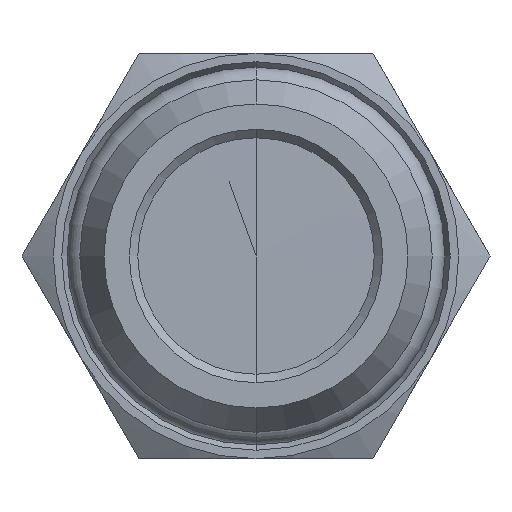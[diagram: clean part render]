
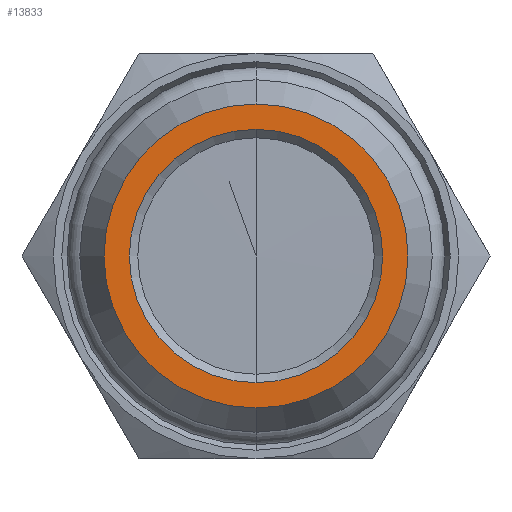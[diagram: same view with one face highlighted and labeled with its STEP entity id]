
A CAD part, front view. The second image highlights one B-rep face of the part: STEP entity #13833.
In plain terms, the highlighted planar face has unit normal (0, -1, 0).
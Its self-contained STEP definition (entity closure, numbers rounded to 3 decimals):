
#26 = VERTEX_POINT ( 'NONE', #11353 ) ;
#3266 = VERTEX_POINT ( 'NONE', #6478 ) ;
#3267 = VERTEX_POINT ( 'NONE', #6479 ) ;
#3273 = VERTEX_POINT ( 'NONE', #6485 ) ;
#3309 = EDGE_LOOP ( 'NONE', ( #7061, #7062 ) ) ;
#3313 = EDGE_LOOP ( 'NONE', ( #7059, #7060 ) ) ;
#4716 = CARTESIAN_POINT ( 'NONE',  ( 0., 0., 0. ) ) ;
#4717 = DIRECTION ( 'NONE',  ( 0., 1., 0. ) ) ;
#4718 = DIRECTION ( 'NONE',  ( 0., 0., -1. ) ) ;
#4719 = CARTESIAN_POINT ( 'NONE',  ( 0., 0., 0. ) ) ;
#4720 = DIRECTION ( 'NONE',  ( 0., -1., 0. ) ) ;
#4721 = DIRECTION ( 'NONE',  ( 0., 0., -1. ) ) ;
#4977 = CIRCLE ( 'NONE', #10152, 9. ) ;
#4986 = CIRCLE ( 'NONE', #10151, 7.5 ) ;
#5223 = CIRCLE ( 'NONE', #7574, 7.5 ) ;
#6027 = FACE_BOUND ( 'NONE', #3313, .T. ) ;
#6029 = FACE_OUTER_BOUND ( 'NONE', #3309, .T. ) ;
#6478 = CARTESIAN_POINT ( 'NONE',  ( 0., 0., 7.5 ) ) ;
#6479 = CARTESIAN_POINT ( 'NONE',  ( 0., 0., -7.5 ) ) ;
#6485 = CARTESIAN_POINT ( 'NONE',  ( 0., 0., 9. ) ) ;
#7059 = ORIENTED_EDGE ( 'NONE', *, *, #13788, .T. ) ;
#7060 = ORIENTED_EDGE ( 'NONE', *, *, #13699, .T. ) ;
#7061 = ORIENTED_EDGE ( 'NONE', *, *, #13700, .T. ) ;
#7062 = ORIENTED_EDGE ( 'NONE', *, *, #11020, .T. ) ;
#7574 = AXIS2_PLACEMENT_3D ( 'NONE', #11790, #11791, #11792 ) ;
#8658 = CIRCLE ( 'NONE', #13790, 9. ) ;
#8818 = PLANE ( 'NONE',  #13885 ) ;
#8825 = CARTESIAN_POINT ( 'NONE',  ( 0., 0., 0. ) ) ;
#8826 = DIRECTION ( 'NONE',  ( 0., -1., 0. ) ) ;
#8827 = DIRECTION ( 'NONE',  ( 0., 0., -1. ) ) ;
#10151 = AXIS2_PLACEMENT_3D ( 'NONE', #4716, #4717, #4718 ) ;
#10152 = AXIS2_PLACEMENT_3D ( 'NONE', #4719, #4720, #4721 ) ;
#11020 = EDGE_CURVE ( 'NONE', #26, #3273, #8658, .T. ) ;
#11353 = CARTESIAN_POINT ( 'NONE',  ( 0., 0., -9. ) ) ;
#11790 = CARTESIAN_POINT ( 'NONE',  ( 0., 0., 0. ) ) ;
#11791 = DIRECTION ( 'NONE',  ( 0., 1., 0. ) ) ;
#11792 = DIRECTION ( 'NONE',  ( 0., 0., -1. ) ) ;
#13699 = EDGE_CURVE ( 'NONE', #3266, #3267, #4986, .T. ) ;
#13700 = EDGE_CURVE ( 'NONE', #3273, #26, #4977, .T. ) ;
#13788 = EDGE_CURVE ( 'NONE', #3267, #3266, #5223, .T. ) ;
#13790 = AXIS2_PLACEMENT_3D ( 'NONE', #21445, #21446, #21447 ) ;
#13833 = ADVANCED_FACE ( 'NONE', ( #6027, #6029 ), #8818, .T. ) ;
#13885 = AXIS2_PLACEMENT_3D ( 'NONE', #8825, #8826, #8827 ) ;
#21445 = CARTESIAN_POINT ( 'NONE',  ( 0., 0., 0. ) ) ;
#21446 = DIRECTION ( 'NONE',  ( 0., -1., 0. ) ) ;
#21447 = DIRECTION ( 'NONE',  ( 0., 0., -1. ) ) ;
